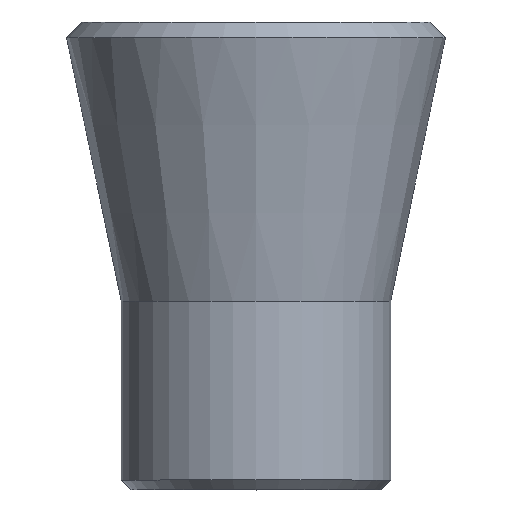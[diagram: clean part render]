
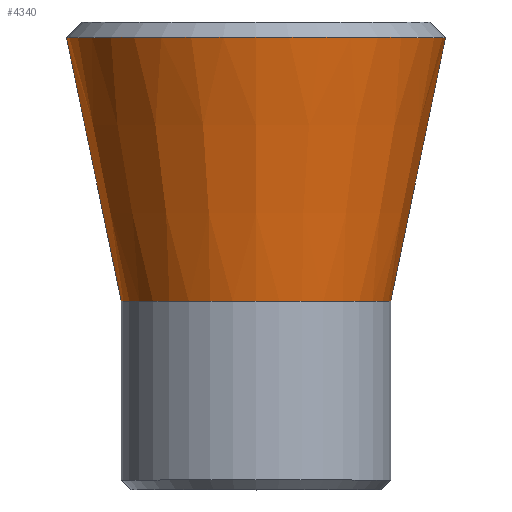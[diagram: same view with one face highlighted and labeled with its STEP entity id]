
A CAD part, top view. The second image highlights one B-rep face of the part: STEP entity #4340.
In plain terms, the highlighted conical face has half-angle 11.752 degrees and reference radius 9.85 mm.
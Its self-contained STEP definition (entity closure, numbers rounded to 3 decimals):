
#460=CARTESIAN_POINT('',(-7.,9.8,0.));
#470=VERTEX_POINT('',#460);
#650=CARTESIAN_POINT('',(7.,9.8,0.));
#660=VERTEX_POINT('',#650);
#690=CARTESIAN_POINT('',(0.,9.8,0.));
#700=DIRECTION('',(0.,-1.,0.));
#710=DIRECTION('',(1.,0.,0.));
#720=AXIS2_PLACEMENT_3D('',#690,#700,#710);
#730=CIRCLE('',#720,7.);
#840=CARTESIAN_POINT('',(-9.85,23.5,0.));
#850=DIRECTION('',(-0.204,0.979,
0.));
#860=VECTOR('',#850,48.363);
#870=LINE('',#840,#860);
#880=CARTESIAN_POINT('',(-9.85,23.5,0.));
#890=VERTEX_POINT('',#880);
#900=EDGE_CURVE('',#470,#890,#870,.T.);
#930=CARTESIAN_POINT('',(9.85,23.5,0.));
#940=DIRECTION('',(0.204,0.979,0.));
#950=VECTOR('',#940,48.363);
#960=LINE('',#930,#950);
#970=CARTESIAN_POINT('',(9.85,23.5,0.));
#980=VERTEX_POINT('',#970);
#990=EDGE_CURVE('',#660,#980,#960,.T.);
#1010=CARTESIAN_POINT('',(0.,23.5,0.));
#1020=DIRECTION('',(0.,-1.,0.));
#1030=DIRECTION('',(1.,0.,0.));
#1040=AXIS2_PLACEMENT_3D('',#1010,#1020,#1030);
#1050=CIRCLE('',#1040,9.85);
#3850=EDGE_CURVE('',#980,#890,#1050,.T.);
#3960=EDGE_CURVE('',#660,#470,#730,.T.);
#4230=CARTESIAN_POINT('',(0.,23.5,0.));
#4240=DIRECTION('',(0.,1.,0.));
#4250=DIRECTION('',(1.,0.,0.));
#4260=AXIS2_PLACEMENT_3D('',#4230,#4240,#4250);
#4270=CONICAL_SURFACE('',#4260,9.85,0.205);
#4280=ORIENTED_EDGE('',*,*,#3960,.F.);
#4290=ORIENTED_EDGE('',*,*,#900,.F.);
#4300=ORIENTED_EDGE('',*,*,#3850,.T.);
#4310=ORIENTED_EDGE('',*,*,#990,.T.);
#4320=EDGE_LOOP('',(#4310,#4300,#4290,#4280));
#4330=FACE_OUTER_BOUND('',#4320,.T.);
#4340=ADVANCED_FACE('',(#4330),#4270,.T.);
